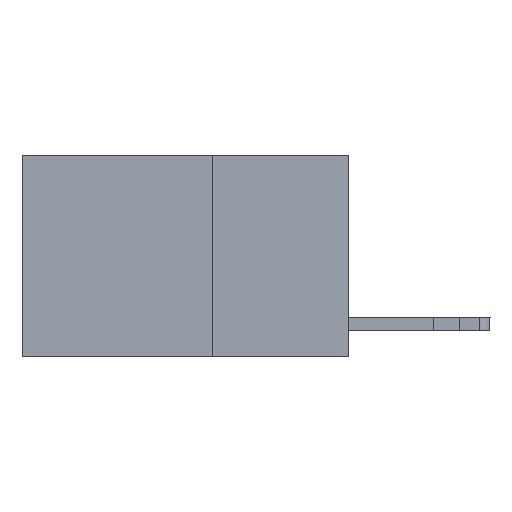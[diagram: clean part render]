
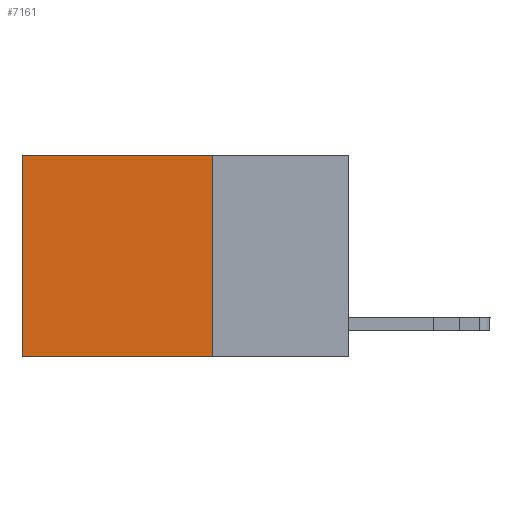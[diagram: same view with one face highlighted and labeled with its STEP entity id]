
A CAD part, left-side view. The second image highlights one B-rep face of the part: STEP entity #7161.
In plain terms, the highlighted planar face has unit normal (-1, 0, 0).
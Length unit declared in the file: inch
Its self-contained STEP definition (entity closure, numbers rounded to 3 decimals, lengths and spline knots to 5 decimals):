
#1119 = VECTOR ( 'NONE', #19683, 39.37008 ) ;
#2202 = LINE ( 'NONE', #24531, #16318 ) ;
#4235 = VECTOR ( 'NONE', #13916, 39.37008 ) ;
#4943 = EDGE_LOOP ( 'NONE', ( #9823, #8999, #18500, #12335 ) ) ;
#5652 = FACE_OUTER_BOUND ( 'NONE', #4943, .T. ) ;
#6400 = LINE ( 'NONE', #22809, #15149 ) ;
#6687 = DIRECTION ( 'NONE',  ( 0., 0., -1. ) ) ;
#7161 = ADVANCED_FACE ( 'NONE', ( #5652 ), #21940, .F. ) ;
#7684 = VERTEX_POINT ( 'NONE', #8494 ) ;
#7866 = CARTESIAN_POINT ( 'NONE',  ( 0.2625, 0.6, -0.37 ) ) ;
#8494 = CARTESIAN_POINT ( 'NONE',  ( 0.2625, 0.25, -0.37 ) ) ;
#8690 = VERTEX_POINT ( 'NONE', #18319 ) ;
#8999 = ORIENTED_EDGE ( 'NONE', *, *, #16287, .F. ) ;
#9823 = ORIENTED_EDGE ( 'NONE', *, *, #21276, .T. ) ;
#11404 = EDGE_CURVE ( 'NONE', #19261, #8690, #6400, .T. ) ;
#12335 = ORIENTED_EDGE ( 'NONE', *, *, #11404, .T. ) ;
#13653 = CARTESIAN_POINT ( 'NONE',  ( 0.2625, 0.25, 0. ) ) ;
#13916 = DIRECTION ( 'NONE',  ( 0., 0., -1. ) ) ;
#15102 = CARTESIAN_POINT ( 'NONE',  ( 0.2625, 0.25, -0.37 ) ) ;
#15149 = VECTOR ( 'NONE', #20850, 39.37008 ) ;
#15622 = CARTESIAN_POINT ( 'NONE',  ( 0.2625, 0.25, 0. ) ) ;
#16287 = EDGE_CURVE ( 'NONE', #7684, #23500, #21040, .T. ) ;
#16318 = VECTOR ( 'NONE', #6687, 39.37008 ) ;
#17726 = DIRECTION ( 'NONE',  ( 1., 0., 0. ) ) ;
#18319 = CARTESIAN_POINT ( 'NONE',  ( 0.2625, 0.6, 0. ) ) ;
#18500 = ORIENTED_EDGE ( 'NONE', *, *, #22979, .F. ) ;
#19261 = VERTEX_POINT ( 'NONE', #24610 ) ;
#19683 = DIRECTION ( 'NONE',  ( 0., 1., 0. ) ) ;
#20741 = AXIS2_PLACEMENT_3D ( 'NONE', #13653, #17726, #25738 ) ;
#20850 = DIRECTION ( 'NONE',  ( 0., 1., 0. ) ) ;
#21040 = LINE ( 'NONE', #15102, #1119 ) ;
#21276 = EDGE_CURVE ( 'NONE', #8690, #23500, #2202, .T. ) ;
#21940 = PLANE ( 'NONE',  #20741 ) ;
#22809 = CARTESIAN_POINT ( 'NONE',  ( 0.2625, 0.25, 0. ) ) ;
#22979 = EDGE_CURVE ( 'NONE', #19261, #7684, #25345, .T. ) ;
#23500 = VERTEX_POINT ( 'NONE', #7866 ) ;
#24531 = CARTESIAN_POINT ( 'NONE',  ( 0.2625, 0.6, 0. ) ) ;
#24610 = CARTESIAN_POINT ( 'NONE',  ( 0.2625, 0.25, 0. ) ) ;
#25345 = LINE ( 'NONE', #15622, #4235 ) ;
#25738 = DIRECTION ( 'NONE',  ( 0., 0., -1. ) ) ;
